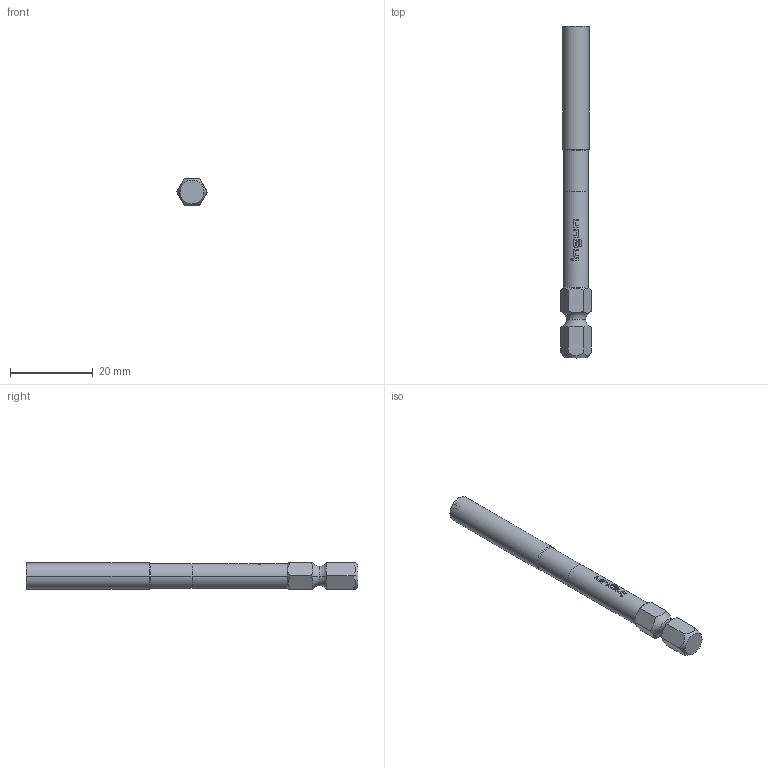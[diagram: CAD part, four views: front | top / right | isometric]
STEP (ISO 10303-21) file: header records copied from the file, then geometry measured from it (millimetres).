
FILE_DESCRIPTION (( 'STEP AP203' ), '1' );
FILE_NAME ('INGUN_BIT-HSS-621_M-500.STEP', '2022-03-14T09:35:50', ( 'ochi' ), ( '' ), 'SwSTEP 2.0', 'SolidWorks 2018', '' );
FILE_SCHEMA (( 'CONFIG_CONTROL_DESIGN' ));
Length unit declared in the file: millimetre
Products named in the file (1): INGUN_BIT-HSS-621_M-500
Bounding box: 7.33 x 80 x 6.35 mm (x, y, z)
Volume: 1959.1 mm3; surface area: 2008 mm2
Topology: 1 solids, 1 shells, 128 faces, 338 edges, 217 vertices
Faces by surface type: plane 70, bspline 22, cylinder 22, cone 10, torus 4
Entity records: 4491 total; most frequent: CARTESIAN_POINT 1462, ORIENTED_EDGE 672, DIRECTION 528, EDGE_CURVE 336, VERTEX_POINT 217, AXIS2_PLACEMENT_3D 195, LINE 138, VECTOR 138
